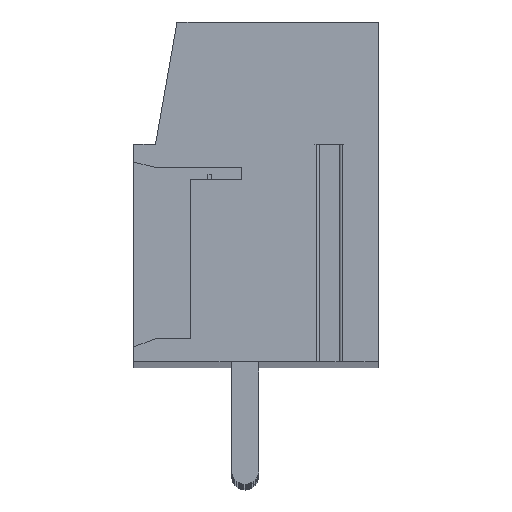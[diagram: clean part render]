
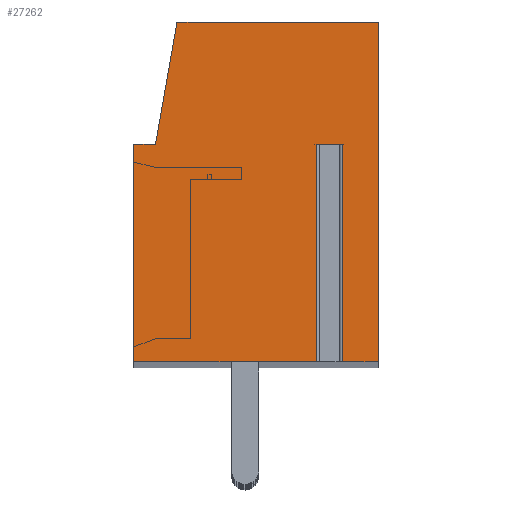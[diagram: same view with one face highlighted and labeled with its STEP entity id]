
A CAD part, top view. The second image highlights one B-rep face of the part: STEP entity #27262.
In plain terms, the highlighted planar face has unit normal (0, 0, 1).
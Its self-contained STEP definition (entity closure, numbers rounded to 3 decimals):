
#565=DIRECTION('',(-1.,0.,0.));
#566=VECTOR('',#565,0.958);
#567=CARTESIAN_POINT('',(3.179,1.75,122.5));
#568=LINE('',#567,#566);
#569=DIRECTION('',(0.,-1.,0.));
#570=VECTOR('',#569,8.);
#571=CARTESIAN_POINT('',(2.221,1.75,122.5));
#572=LINE('',#571,#570);
#573=DIRECTION('',(1.,0.,0.));
#574=VECTOR('',#573,6.721);
#575=CARTESIAN_POINT('',(-4.5,-6.25,122.5));
#576=LINE('',#575,#574);
#577=DIRECTION('',(0.,-1.,0.));
#578=VECTOR('',#577,8.);
#579=CARTESIAN_POINT('',(-4.5,1.75,122.5));
#580=LINE('',#579,#578);
#581=DIRECTION('',(-1.,0.,0.));
#582=VECTOR('',#581,0.8);
#583=CARTESIAN_POINT('',(-3.7,1.75,122.5));
#584=LINE('',#583,#582);
#585=DIRECTION('',(-0.174,-0.985,0.));
#586=VECTOR('',#585,4.569);
#587=CARTESIAN_POINT('',(-2.907,6.25,122.5));
#588=LINE('',#587,#586);
#589=DIRECTION('',(-1.,0.,0.));
#590=VECTOR('',#589,7.407);
#591=CARTESIAN_POINT('',(4.5,6.25,122.5));
#592=LINE('',#591,#590);
#593=DIRECTION('',(0.,1.,0.));
#594=VECTOR('',#593,12.5);
#595=CARTESIAN_POINT('',(4.5,-6.25,122.5));
#596=LINE('',#595,#594);
#597=DIRECTION('',(1.,0.,0.));
#598=VECTOR('',#597,1.321);
#599=CARTESIAN_POINT('',(3.179,-6.25,122.5));
#600=LINE('',#599,#598);
#601=DIRECTION('',(0.,-1.,0.));
#602=VECTOR('',#601,8.);
#603=CARTESIAN_POINT('',(3.179,1.75,122.5));
#604=LINE('',#603,#602);
#20905=CARTESIAN_POINT('',(4.5,-6.25,122.5));
#20906=CARTESIAN_POINT('',(4.5,6.25,122.5));
#20907=VERTEX_POINT('',#20905);
#20908=VERTEX_POINT('',#20906);
#20909=CARTESIAN_POINT('',(-2.907,6.25,122.5));
#20910=VERTEX_POINT('',#20909);
#20911=CARTESIAN_POINT('',(-3.7,1.75,122.5));
#20912=VERTEX_POINT('',#20911);
#20913=CARTESIAN_POINT('',(-4.5,1.75,122.5));
#20914=VERTEX_POINT('',#20913);
#20915=CARTESIAN_POINT('',(-4.5,-6.25,122.5));
#20916=VERTEX_POINT('',#20915);
#20961=CARTESIAN_POINT('',(3.179,1.75,122.5));
#20962=CARTESIAN_POINT('',(2.221,1.75,122.5));
#20963=VERTEX_POINT('',#20961);
#20964=VERTEX_POINT('',#20962);
#20965=CARTESIAN_POINT('',(3.179,-6.25,122.5));
#20966=VERTEX_POINT('',#20965);
#20967=CARTESIAN_POINT('',(2.221,-6.25,122.5));
#20968=VERTEX_POINT('',#20967);
#27238=CARTESIAN_POINT('',(0.,0.,122.5));
#27239=DIRECTION('',(0.,0.,1.));
#27240=DIRECTION('',(1.,0.,0.));
#27241=AXIS2_PLACEMENT_3D('',#27238,#27239,#27240);
#27242=PLANE('',#27241);
#27244=ORIENTED_EDGE('',*,*,#27243,.T.);
#27245=ORIENTED_EDGE('',*,*,#27229,.T.);
#27246=ORIENTED_EDGE('',*,*,#26920,.F.);
#27248=ORIENTED_EDGE('',*,*,#27247,.F.);
#27250=ORIENTED_EDGE('',*,*,#27249,.F.);
#27252=ORIENTED_EDGE('',*,*,#27251,.F.);
#27254=ORIENTED_EDGE('',*,*,#27253,.F.);
#27256=ORIENTED_EDGE('',*,*,#27255,.F.);
#27257=ORIENTED_EDGE('',*,*,#26899,.F.);
#27259=ORIENTED_EDGE('',*,*,#27258,.F.);
#27260=EDGE_LOOP('',(#27244,#27245,#27246,#27248,#27250,#27252,#27254,#27256,
#27257,#27259));
#27261=FACE_OUTER_BOUND('',#27260,.F.);
#26899=EDGE_CURVE('',#20966,#20907,#600,.T.);
#26920=EDGE_CURVE('',#20916,#20968,#576,.T.);
#27229=EDGE_CURVE('',#20964,#20968,#572,.T.);
#27243=EDGE_CURVE('',#20963,#20964,#568,.T.);
#27247=EDGE_CURVE('',#20914,#20916,#580,.T.);
#27249=EDGE_CURVE('',#20912,#20914,#584,.T.);
#27251=EDGE_CURVE('',#20910,#20912,#588,.T.);
#27253=EDGE_CURVE('',#20908,#20910,#592,.T.);
#27255=EDGE_CURVE('',#20907,#20908,#596,.T.);
#27258=EDGE_CURVE('',#20963,#20966,#604,.T.);
#27262=ADVANCED_FACE('',(#27261),#27242,.T.);
